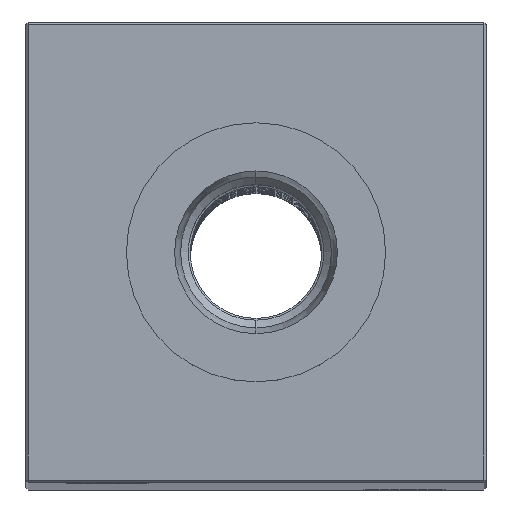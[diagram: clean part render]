
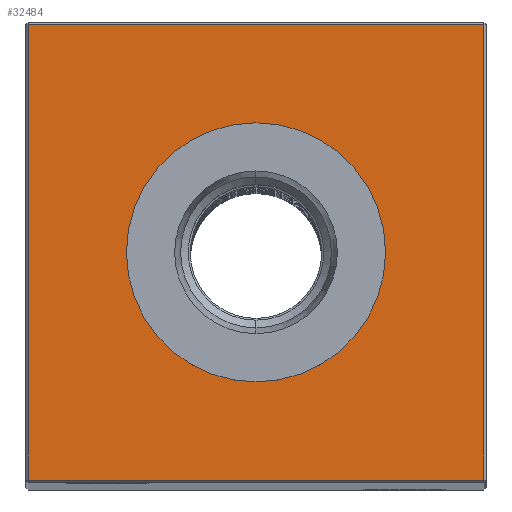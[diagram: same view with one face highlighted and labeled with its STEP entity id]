
A CAD part, top view. The second image highlights one B-rep face of the part: STEP entity #32484.
In plain terms, the highlighted planar face has unit normal (0, 0, 1).
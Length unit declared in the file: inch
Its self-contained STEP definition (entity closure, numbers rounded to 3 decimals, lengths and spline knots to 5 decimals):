
#203 = CARTESIAN_POINT ( 'NONE',  ( 0., 0.49213, 16. ) ) ;
#313 = LINE ( 'NONE', #10291, #1323 ) ;
#667 = CARTESIAN_POINT ( 'NONE',  ( 0., 0., 16. ) ) ;
#1323 = VECTOR ( 'NONE', #8278, 39.37008 ) ;
#2009 = DIRECTION ( 'NONE',  ( -1., 0., 0. ) ) ;
#2306 = AXIS2_PLACEMENT_3D ( 'NONE', #667, #21132, #20621 ) ;
#2540 = EDGE_CURVE ( 'NONE', #24340, #16660, #12210, .T. ) ;
#3067 = EDGE_CURVE ( 'NONE', #27631, #24340, #313, .T. ) ;
#3568 = EDGE_LOOP ( 'NONE', ( #20594, #28157 ) ) ;
#4011 = VECTOR ( 'NONE', #10008, 39.37008 ) ;
#4625 = DIRECTION ( 'NONE',  ( 0., 0., -1. ) ) ;
#5679 = LINE ( 'NONE', #10731, #12732 ) ;
#6759 = CARTESIAN_POINT ( 'NONE',  ( 0., -0.49213, 16. ) ) ;
#6991 = EDGE_CURVE ( 'NONE', #15972, #9874, #16481, .T. ) ;
#7804 = CARTESIAN_POINT ( 'NONE',  ( -0.865, 0., 16. ) ) ;
#8278 = DIRECTION ( 'NONE',  ( -1., 0., 0. ) ) ;
#9405 = CARTESIAN_POINT ( 'NONE',  ( -0.865, 0.865, 16. ) ) ;
#9440 = DIRECTION ( 'NONE',  ( 0., 0., -1. ) ) ;
#9874 = VERTEX_POINT ( 'NONE', #203 ) ;
#10008 = DIRECTION ( 'NONE',  ( 0., -1., 0. ) ) ;
#10291 = CARTESIAN_POINT ( 'NONE',  ( 0., 0.865, 16. ) ) ;
#10309 = PLANE ( 'NONE',  #2306 ) ;
#10376 = ORIENTED_EDGE ( 'NONE', *, *, #22588, .T. ) ;
#10528 = AXIS2_PLACEMENT_3D ( 'NONE', #22293, #9440, #2009 ) ;
#10731 = CARTESIAN_POINT ( 'NONE',  ( 0., -0.865, 16. ) ) ;
#11489 = CARTESIAN_POINT ( 'NONE',  ( -0.865, -0.865, 16. ) ) ;
#11541 = ORIENTED_EDGE ( 'NONE', *, *, #2540, .T. ) ;
#12210 = LINE ( 'NONE', #7804, #4011 ) ;
#12621 = VERTEX_POINT ( 'NONE', #17805 ) ;
#12732 = VECTOR ( 'NONE', #21053, 39.37008 ) ;
#13055 = CIRCLE ( 'NONE', #20080, 0.49213 ) ;
#13364 = FACE_OUTER_BOUND ( 'NONE', #22925, .T. ) ;
#15082 = EDGE_CURVE ( 'NONE', #16660, #12621, #5679, .T. ) ;
#15972 = VERTEX_POINT ( 'NONE', #6759 ) ;
#16219 = VECTOR ( 'NONE', #17322, 39.37008 ) ;
#16481 = CIRCLE ( 'NONE', #10528, 0.49213 ) ;
#16660 = VERTEX_POINT ( 'NONE', #11489 ) ;
#17322 = DIRECTION ( 'NONE',  ( 0., 1., 0. ) ) ;
#17805 = CARTESIAN_POINT ( 'NONE',  ( 0.865, -0.865, 16. ) ) ;
#18770 = FACE_BOUND ( 'NONE', #3568, .T. ) ;
#19287 = EDGE_CURVE ( 'NONE', #9874, #15972, #13055, .T. ) ;
#19709 = CARTESIAN_POINT ( 'NONE',  ( 0.865, 0., 16. ) ) ;
#20080 = AXIS2_PLACEMENT_3D ( 'NONE', #25227, #4625, #27934 ) ;
#20594 = ORIENTED_EDGE ( 'NONE', *, *, #19287, .T. ) ;
#20621 = DIRECTION ( 'NONE',  ( -1., 0., 0. ) ) ;
#21053 = DIRECTION ( 'NONE',  ( 1., 0., 0. ) ) ;
#21132 = DIRECTION ( 'NONE',  ( 0., 0., -1. ) ) ;
#22293 = CARTESIAN_POINT ( 'NONE',  ( 0., 0., 16. ) ) ;
#22303 = CARTESIAN_POINT ( 'NONE',  ( 0.865, 0.865, 16. ) ) ;
#22588 = EDGE_CURVE ( 'NONE', #12621, #27631, #26993, .T. ) ;
#22925 = EDGE_LOOP ( 'NONE', ( #11541, #30470, #10376, #27515 ) ) ;
#24340 = VERTEX_POINT ( 'NONE', #9405 ) ;
#25227 = CARTESIAN_POINT ( 'NONE',  ( 0., 0., 16. ) ) ;
#26993 = LINE ( 'NONE', #19709, #16219 ) ;
#27515 = ORIENTED_EDGE ( 'NONE', *, *, #3067, .T. ) ;
#27631 = VERTEX_POINT ( 'NONE', #22303 ) ;
#27934 = DIRECTION ( 'NONE',  ( -1., 0., 0. ) ) ;
#28157 = ORIENTED_EDGE ( 'NONE', *, *, #6991, .T. ) ;
#30470 = ORIENTED_EDGE ( 'NONE', *, *, #15082, .T. ) ;
#32484 = ADVANCED_FACE ( 'NONE', ( #13364, #18770 ), #10309, .F. ) ;
